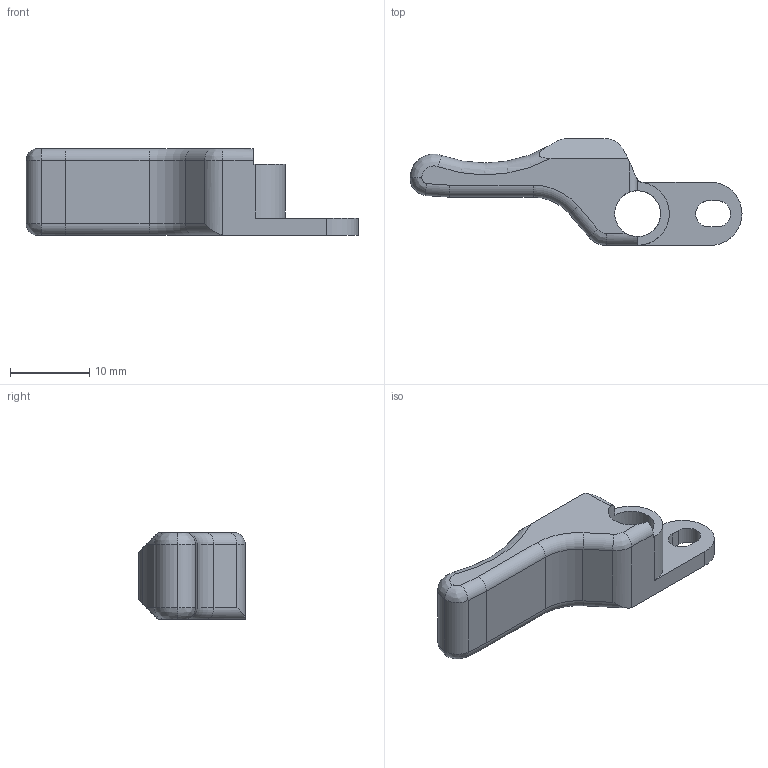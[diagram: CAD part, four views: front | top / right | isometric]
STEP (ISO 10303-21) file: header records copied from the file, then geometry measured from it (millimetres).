
FILE_DESCRIPTION(/* description */ (''),/* implementation_level */ '2;1');
FILE_NAME(/* name */ 'Stryfe Mag Release (v1~recovered).step',/* time_stamp */ '2017-08-11T19:01:11-07:00',/* author */ (''),/* organization */ (''),/* preprocessor_version */ 'ST-DEVELOPER v16.13',/* originating_system */ 'Autodesk Translation Framework v6.1.1.50',/* authorisation */ '');
FILE_SCHEMA (('AUTOMOTIVE_DESIGN { 1 0 10303 214 3 1 1 }'));
Length unit declared in the file: millimetre
Products named in the file (1): Stryfe Mag Release (v1~recovered)
Bounding box: 42 x 13.5 x 11 mm (x, y, z)
Volume: 2286.4 mm3; surface area: 1542 mm2
Topology: 1 solids, 1 shells, 49 faces, 129 edges, 81 vertices
Faces by surface type: cylinder 22, plane 18, bspline 5, torus 4
Full cylindrical faces by diameter (mm): 5.8 x1
Entity records: 1631 total; most frequent: CARTESIAN_POINT 394, DIRECTION 261, ORIENTED_EDGE 254, EDGE_CURVE 127, AXIS2_PLACEMENT_3D 98, VERTEX_POINT 80, LINE 65, VECTOR 65
